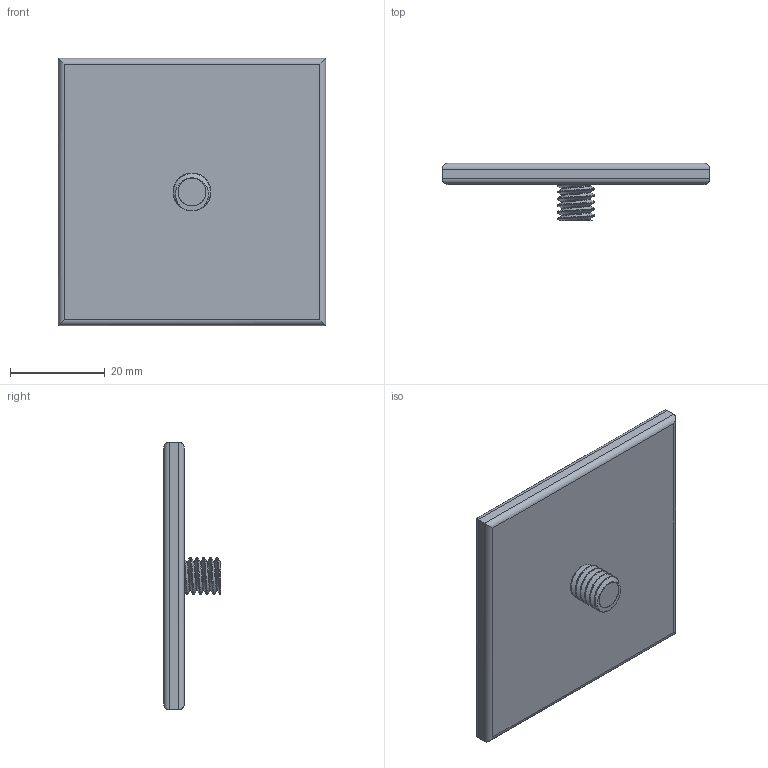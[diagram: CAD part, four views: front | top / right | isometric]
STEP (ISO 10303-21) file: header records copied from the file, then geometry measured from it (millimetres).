
FILE_DESCRIPTION(/* description */ (''),/* implementation_level */ '2;1');
FILE_NAME(/* name */ 'Tensile_test_OV-PAM_n_4_bottom.stp',/* time_stamp */ '2023-09-07T11:26:42+09:00',/* author */ ('jsw'),/* organization */ (''),/* preprocessor_version */ 'ST-DEVELOPER v19.2',/* originating_system */ 'Autodesk Inventor 2024',/* authorisation */ '');
FILE_SCHEMA (('AUTOMOTIVE_DESIGN { 1 0 10303 214 3 1 1 }'));
Length unit declared in the file: millimetre
Products named in the file (1): OV-PAM_n_4_bottom
Bounding box: 56.29 x 12.02 x 56.29 mm (x, y, z)
Volume: 12154.2 mm3; surface area: 8074.7 mm2
Topology: 2 solids, 2 shells, 42 faces, 97 edges, 62 vertices
Faces by surface type: plane 19, cylinder 17, bspline 6
Full cylindrical faces by diameter (mm): 5.845 x2, 7.938 x5
Entity records: 3920 total; most frequent: CARTESIAN_POINT 2982, ORIENTED_EDGE 194, DIRECTION 156, EDGE_CURVE 97, VERTEX_POINT 62, LINE 52, VECTOR 52, AXIS2_PLACEMENT_3D 52
